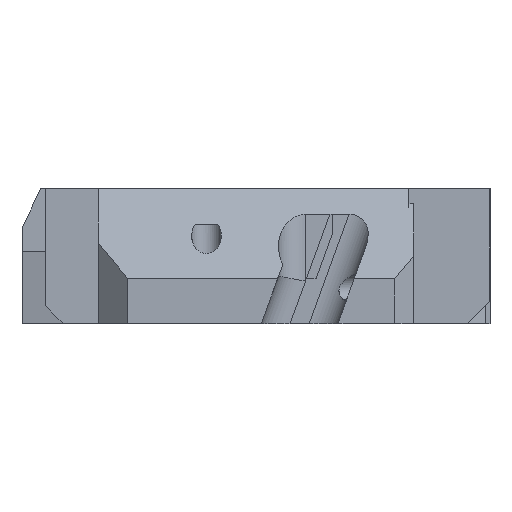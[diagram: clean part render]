
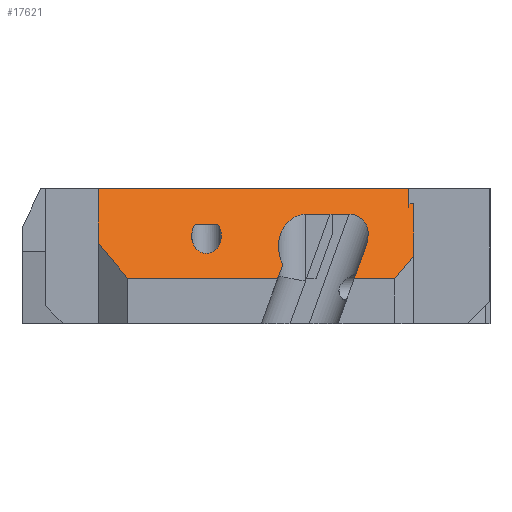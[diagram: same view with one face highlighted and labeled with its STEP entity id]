
A CAD part, front view. The second image highlights one B-rep face of the part: STEP entity #17621.
In plain terms, the highlighted planar face has unit normal (0, -0.766, 0.643).
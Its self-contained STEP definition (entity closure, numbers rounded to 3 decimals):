
#25=FACE_BOUND('',#1509,.T.);
#69=ELLIPSE('',#18644,4.667,3.);
#70=ELLIPSE('',#18645,4.967,3.);
#71=ELLIPSE('',#18646,2.567,1.65);
#72=ELLIPSE('',#18647,2.567,1.65);
#538=FACE_OUTER_BOUND('',#1508,.T.);
#1508=EDGE_LOOP('',(#12520,#12521,#12522,#12523,#12524,#12525,#12526,#12527,
#12528,#12529,#12530,#12531,#12532,#12533,#12534,#12535,#12536,#12537,#12538,
#12539));
#1509=EDGE_LOOP('',(#12540,#12541,#12542));
#2923=LINE('',#25745,#5312);
#2989=LINE('',#25876,#5378);
#2991=LINE('',#25881,#5380);
#2992=LINE('',#25883,#5381);
#2993=LINE('',#25885,#5382);
#2994=LINE('',#25887,#5383);
#2995=LINE('',#25891,#5384);
#2996=LINE('',#25893,#5385);
#2997=LINE('',#25895,#5386);
#2998=LINE('',#25899,#5387);
#2999=LINE('',#25901,#5388);
#3000=LINE('',#25903,#5389);
#3001=LINE('',#25905,#5390);
#3002=LINE('',#25907,#5391);
#3003=LINE('',#25909,#5392);
#3004=LINE('',#25910,#5393);
#3005=LINE('',#25912,#5394);
#3006=LINE('',#25913,#5395);
#3007=LINE('',#25918,#5396);
#5312=VECTOR('',#20738,1.);
#5378=VECTOR('',#20806,1.);
#5380=VECTOR('',#20810,1.);
#5381=VECTOR('',#20811,1.);
#5382=VECTOR('',#20812,1.);
#5383=VECTOR('',#20813,1.);
#5384=VECTOR('',#20816,1.);
#5385=VECTOR('',#20817,1.);
#5386=VECTOR('',#20818,1.);
#5387=VECTOR('',#20821,1.);
#5388=VECTOR('',#20822,1.);
#5389=VECTOR('',#20823,1.);
#5390=VECTOR('',#20824,1.);
#5391=VECTOR('',#20825,1.);
#5392=VECTOR('',#20826,1.);
#5393=VECTOR('',#20827,1.);
#5394=VECTOR('',#20828,1.);
#5395=VECTOR('',#20829,1.);
#5396=VECTOR('',#20832,1.);
#7528=VERTEX_POINT('',#25741);
#7530=VERTEX_POINT('',#25744);
#7593=VERTEX_POINT('',#25873);
#7595=VERTEX_POINT('',#25879);
#7596=VERTEX_POINT('',#25880);
#7597=VERTEX_POINT('',#25882);
#7598=VERTEX_POINT('',#25884);
#7599=VERTEX_POINT('',#25886);
#7600=VERTEX_POINT('',#25888);
#7601=VERTEX_POINT('',#25890);
#7602=VERTEX_POINT('',#25892);
#7603=VERTEX_POINT('',#25894);
#7604=VERTEX_POINT('',#25896);
#7605=VERTEX_POINT('',#25898);
#7606=VERTEX_POINT('',#25900);
#7607=VERTEX_POINT('',#25902);
#7608=VERTEX_POINT('',#25904);
#7609=VERTEX_POINT('',#25906);
#7610=VERTEX_POINT('',#25908);
#7611=VERTEX_POINT('',#25911);
#7612=VERTEX_POINT('',#25914);
#7613=VERTEX_POINT('',#25915);
#7614=VERTEX_POINT('',#25917);
#9388=EDGE_CURVE('',#7530,#7528,#2923,.T.);
#9454=EDGE_CURVE('',#7528,#7593,#2989,.T.);
#9456=EDGE_CURVE('',#7595,#7596,#2991,.T.);
#9457=EDGE_CURVE('',#7595,#7597,#2992,.T.);
#9458=EDGE_CURVE('',#7597,#7598,#2993,.T.);
#9459=EDGE_CURVE('',#7598,#7599,#2994,.T.);
#9460=EDGE_CURVE('',#7600,#7599,#69,.T.);
#9461=EDGE_CURVE('',#7601,#7600,#2995,.T.);
#9462=EDGE_CURVE('',#7602,#7601,#2996,.T.);
#9463=EDGE_CURVE('',#7603,#7602,#2997,.T.);
#9464=EDGE_CURVE('',#7604,#7603,#70,.T.);
#9465=EDGE_CURVE('',#7605,#7604,#2998,.T.);
#9466=EDGE_CURVE('',#7605,#7606,#2999,.T.);
#9467=EDGE_CURVE('',#7607,#7606,#3000,.T.);
#9468=EDGE_CURVE('',#7608,#7607,#3001,.T.);
#9469=EDGE_CURVE('',#7609,#7608,#3002,.T.);
#9470=EDGE_CURVE('',#7610,#7609,#3003,.T.);
#9471=EDGE_CURVE('',#7610,#7530,#3004,.T.);
#9472=EDGE_CURVE('',#7593,#7611,#3005,.T.);
#9473=EDGE_CURVE('',#7611,#7596,#3006,.T.);
#9474=EDGE_CURVE('',#7612,#7613,#71,.T.);
#9475=EDGE_CURVE('',#7612,#7614,#3007,.T.);
#9476=EDGE_CURVE('',#7613,#7614,#72,.T.);
#12520=ORIENTED_EDGE('',*,*,#9456,.F.);
#12521=ORIENTED_EDGE('',*,*,#9457,.T.);
#12522=ORIENTED_EDGE('',*,*,#9458,.T.);
#12523=ORIENTED_EDGE('',*,*,#9459,.T.);
#12524=ORIENTED_EDGE('',*,*,#9460,.F.);
#12525=ORIENTED_EDGE('',*,*,#9461,.F.);
#12526=ORIENTED_EDGE('',*,*,#9462,.F.);
#12527=ORIENTED_EDGE('',*,*,#9463,.F.);
#12528=ORIENTED_EDGE('',*,*,#9464,.F.);
#12529=ORIENTED_EDGE('',*,*,#9465,.F.);
#12530=ORIENTED_EDGE('',*,*,#9466,.T.);
#12531=ORIENTED_EDGE('',*,*,#9467,.F.);
#12532=ORIENTED_EDGE('',*,*,#9468,.F.);
#12533=ORIENTED_EDGE('',*,*,#9469,.F.);
#12534=ORIENTED_EDGE('',*,*,#9470,.F.);
#12535=ORIENTED_EDGE('',*,*,#9471,.T.);
#12536=ORIENTED_EDGE('',*,*,#9388,.T.);
#12537=ORIENTED_EDGE('',*,*,#9454,.T.);
#12538=ORIENTED_EDGE('',*,*,#9472,.T.);
#12539=ORIENTED_EDGE('',*,*,#9473,.T.);
#12540=ORIENTED_EDGE('',*,*,#9474,.F.);
#12541=ORIENTED_EDGE('',*,*,#9475,.T.);
#12542=ORIENTED_EDGE('',*,*,#9476,.F.);
#16705=PLANE('',#18643);
#17621=ADVANCED_FACE('',(#538,#25),#16705,.T.);
#18643=AXIS2_PLACEMENT_3D('',#25878,#20808,#20809);
#18644=AXIS2_PLACEMENT_3D('',#25889,#20814,#20815);
#18645=AXIS2_PLACEMENT_3D('',#25897,#20819,#20820);
#18646=AXIS2_PLACEMENT_3D('',#25916,#20830,#20831);
#18647=AXIS2_PLACEMENT_3D('',#25919,#20833,#20834);
#20738=DIRECTION('',(-1.,0.,0.));
#20806=DIRECTION('',(-1.,0.,0.));
#20808=DIRECTION('center_axis',(0.,-0.766,0.643));
#20809=DIRECTION('ref_axis',(0.,-0.643,-0.766));
#20810=DIRECTION('',(-0.541,0.541,0.644));
#20811=DIRECTION('',(-0.541,-0.541,-0.644));
#20812=DIRECTION('',(1.,0.,0.));
#20813=DIRECTION('',(0.269,0.619,0.738));
#20814=DIRECTION('center_axis',(0.,-0.766,0.643));
#20815=DIRECTION('ref_axis',(0.,0.643,0.766));
#20816=DIRECTION('',(-1.,0.,0.));
#20817=DIRECTION('',(-1.,0.,0.));
#20818=DIRECTION('',(-1.,0.,0.));
#20819=DIRECTION('center_axis',(0.,-0.766,
0.643));
#20820=DIRECTION('ref_axis',(0.429,0.581,0.692));
#20821=DIRECTION('',(0.269,0.619,0.738));
#20822=DIRECTION('',(1.,0.,0.));
#20823=DIRECTION('',(-0.541,-0.541,-0.644));
#20824=DIRECTION('',(0.,-0.643,-0.766));
#20825=DIRECTION('',(1.,0.,0.));
#20826=DIRECTION('',(0.,-0.643,-0.766));
#20827=DIRECTION('',(-1.,0.,0.));
#20828=DIRECTION('',(0.,-0.643,-0.766));
#20829=DIRECTION('',(0.,-0.643,-0.766));
#20830=DIRECTION('center_axis',(0.,-0.766,0.643));
#20831=DIRECTION('ref_axis',(0.,0.643,0.766));
#20832=DIRECTION('',(1.,0.,0.));
#20833=DIRECTION('center_axis',(0.,-0.766,0.643));
#20834=DIRECTION('ref_axis',(0.,0.643,0.766));
#25741=CARTESIAN_POINT('',(-33.,-6.591,0.));
#25744=CARTESIAN_POINT('',(0.,-6.591,0.));
#25745=CARTESIAN_POINT('',(-18.5,-6.591,0.));
#25873=CARTESIAN_POINT('',(-34.,-6.591,0.));
#25876=CARTESIAN_POINT('',(-35.5,-6.591,0.));
#25878=CARTESIAN_POINT('Origin',(-37.,-5.872,0.858));
#25879=CARTESIAN_POINT('',(-30.757,-14.957,-9.97));
#25880=CARTESIAN_POINT('',(-34.,-11.715,-6.106));
#25881=CARTESIAN_POINT('',(-36.622,-9.093,-2.982));
#25882=CARTESIAN_POINT('',(-30.8,-15.,-10.021));
#25883=CARTESIAN_POINT('',(-27.959,-12.159,-6.635));
#25884=CARTESIAN_POINT('',(-14.098,-15.,-10.021));
#25885=CARTESIAN_POINT('',(-35.5,-15.,-10.021));
#25886=CARTESIAN_POINT('',(-13.509,-13.644,-8.405));
#25887=CARTESIAN_POINT('',(-11.785,-9.668,-3.667));
#25888=CARTESIAN_POINT('',(-11.,-9.,-2.871));
#25889=CARTESIAN_POINT('Origin',(-11.,-12.,-6.446));
#25890=CARTESIAN_POINT('',(-8.303,-9.,-2.871));
#25891=CARTESIAN_POINT('',(-24.,-9.,-2.871));
#25892=CARTESIAN_POINT('',(-8.,-9.,-2.871));
#25893=CARTESIAN_POINT('',(-24.,-9.,-2.871));
#25894=CARTESIAN_POINT('',(-6.174,-9.,-2.871));
#25895=CARTESIAN_POINT('',(-21.624,-9.,-2.871));
#25896=CARTESIAN_POINT('',(-4.283,-12.,-6.446));
#25897=CARTESIAN_POINT('Origin',(-7.475,-12.,-6.446));
#25898=CARTESIAN_POINT('',(-5.584,-15.,-10.021));
#25899=CARTESIAN_POINT('',(-3.886,-11.084,-5.354));
#25900=CARTESIAN_POINT('',(-1.085,-15.,-10.021));
#25901=CARTESIAN_POINT('',(-35.5,-15.,-10.021));
#25902=CARTESIAN_POINT('',(1.,-12.915,-7.536));
#25903=CARTESIAN_POINT('',(-1.698,-15.613,-10.752));
#25904=CARTESIAN_POINT('',(1.,-8.,-1.679));
#25905=CARTESIAN_POINT('',(1.,-7.969,-1.641));
#25906=CARTESIAN_POINT('',(0.5,-8.,-1.679));
#25907=CARTESIAN_POINT('',(-35.5,-8.,-1.679));
#25908=CARTESIAN_POINT('',(0.5,-6.591,0.));
#25909=CARTESIAN_POINT('',(0.5,-7.762,-1.395));
#25910=CARTESIAN_POINT('',(-35.5,-6.591,0.));
#25911=CARTESIAN_POINT('',(-34.,-8.,-1.679));
#25912=CARTESIAN_POINT('',(-34.,-7.762,-1.395));
#25913=CARTESIAN_POINT('',(-34.,-7.762,-1.395));
#25914=CARTESIAN_POINT('',(-23.271,-9.948,-4.));
#25915=CARTESIAN_POINT('',(-23.65,-11.,-5.254));
#25916=CARTESIAN_POINT('Origin',(-22.,-11.,-5.254));
#25917=CARTESIAN_POINT('',(-20.729,-9.948,-4.));
#25918=CARTESIAN_POINT('',(-29.5,-9.948,-4.));
#25919=CARTESIAN_POINT('Origin',(-22.,-11.,-5.254));
